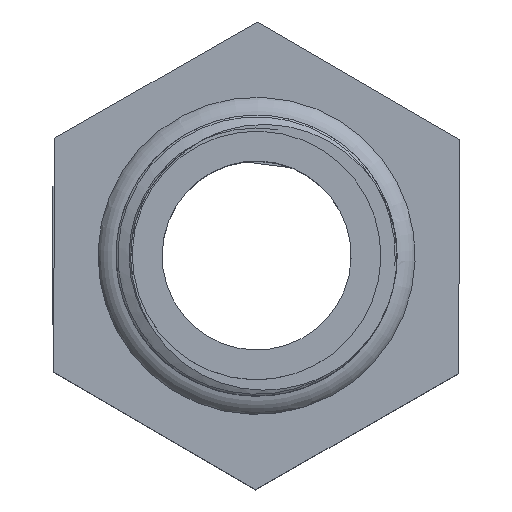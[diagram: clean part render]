
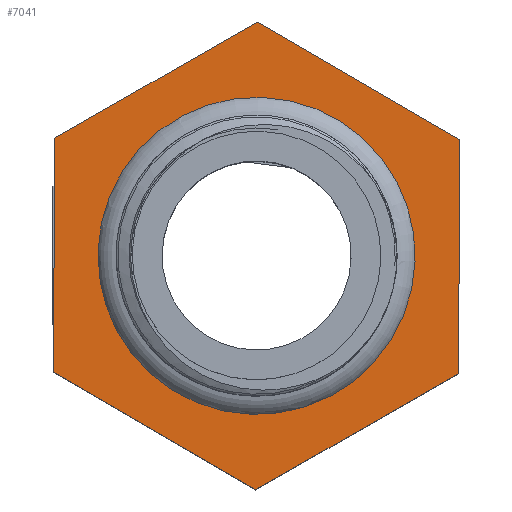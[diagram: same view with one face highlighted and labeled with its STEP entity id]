
A CAD part, top view. The second image highlights one B-rep face of the part: STEP entity #7041.
In plain terms, the highlighted planar face has unit normal (0, 0, 1).
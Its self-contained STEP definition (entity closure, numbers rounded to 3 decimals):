
#51=FACE_BOUND('',#1199,.T.);
#407=PLANE('',#7285);
#785=FACE_OUTER_BOUND('',#1198,.T.);
#1198=EDGE_LOOP('',(#6631,#6632,#6633,#6634,#6635,#6636));
#1199=EDGE_LOOP('',(#6637));
#1208=CIRCLE('',#7260,11.744);
#2220=LINE('',#21108,#2859);
#2222=LINE('',#21112,#2861);
#2224=LINE('',#21116,#2863);
#2226=LINE('',#21120,#2865);
#2228=LINE('',#21124,#2867);
#2230=LINE('',#21127,#2869);
#2859=VECTOR('',#8362,10.);
#2861=VECTOR('',#8366,10.);
#2863=VECTOR('',#8370,10.);
#2865=VECTOR('',#8374,10.);
#2867=VECTOR('',#8378,10.);
#2869=VECTOR('',#8382,10.);
#3520=VERTEX_POINT('',#14787);
#3550=VERTEX_POINT('',#21105);
#3551=VERTEX_POINT('',#21107);
#3552=VERTEX_POINT('',#21111);
#3553=VERTEX_POINT('',#21115);
#3554=VERTEX_POINT('',#21119);
#3555=VERTEX_POINT('',#21123);
#4526=EDGE_CURVE('',#3520,#3520,#1208,.T.);
#4573=EDGE_CURVE('',#3551,#3550,#2220,.T.);
#4575=EDGE_CURVE('',#3552,#3551,#2222,.T.);
#4577=EDGE_CURVE('',#3553,#3552,#2224,.T.);
#4579=EDGE_CURVE('',#3554,#3553,#2226,.T.);
#4581=EDGE_CURVE('',#3555,#3554,#2228,.T.);
#4583=EDGE_CURVE('',#3550,#3555,#2230,.T.);
#6631=ORIENTED_EDGE('',*,*,#4583,.T.);
#6632=ORIENTED_EDGE('',*,*,#4581,.T.);
#6633=ORIENTED_EDGE('',*,*,#4579,.T.);
#6634=ORIENTED_EDGE('',*,*,#4577,.T.);
#6635=ORIENTED_EDGE('',*,*,#4575,.T.);
#6636=ORIENTED_EDGE('',*,*,#4573,.T.);
#6637=ORIENTED_EDGE('',*,*,#4526,.T.);
#7041=ADVANCED_FACE('',(#785,#51),#407,.T.);
#7260=AXIS2_PLACEMENT_3D('',#14788,#8312,#8313);
#7285=AXIS2_PLACEMENT_3D('',#21128,#8383,#8384);
#8312=DIRECTION('center_axis',(0.,0.,-1.));
#8313=DIRECTION('ref_axis',(-0.99,-0.139,0.));
#8362=DIRECTION('',(0.004,1.,0.));
#8366=DIRECTION('',(0.868,0.497,0.));
#8370=DIRECTION('',(0.864,-0.503,0.));
#8374=DIRECTION('',(-0.004,-1.,0.));
#8378=DIRECTION('',(-0.868,-0.497,0.));
#8382=DIRECTION('',(-0.864,0.503,0.));
#8383=DIRECTION('center_axis',(0.,0.,1.));
#8384=DIRECTION('ref_axis',(0.99,0.139,0.));
#14787=CARTESIAN_POINT('',(11.63,1.634,29.));
#14788=CARTESIAN_POINT('Origin',(0.,0.,29.));
#21105=CARTESIAN_POINT('',(15.035,8.6,29.));
#21107=CARTESIAN_POINT('',(14.965,-8.72,29.));
#21108=CARTESIAN_POINT('',(14.965,-8.72,29.));
#21111=CARTESIAN_POINT('',(-0.07,-17.32,29.));
#21112=CARTESIAN_POINT('',(-0.07,-17.32,29.));
#21115=CARTESIAN_POINT('',(-15.035,-8.6,29.));
#21116=CARTESIAN_POINT('',(-15.035,-8.6,29.));
#21119=CARTESIAN_POINT('',(-14.965,8.72,29.));
#21120=CARTESIAN_POINT('',(-14.965,8.72,29.));
#21123=CARTESIAN_POINT('',(0.07,17.32,29.));
#21124=CARTESIAN_POINT('',(0.07,17.32,29.));
#21127=CARTESIAN_POINT('',(15.035,8.6,29.));
#21128=CARTESIAN_POINT('Origin',(0.,0.,
29.));
